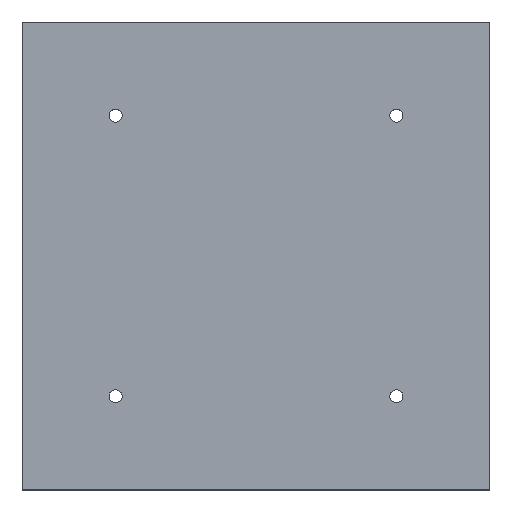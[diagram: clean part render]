
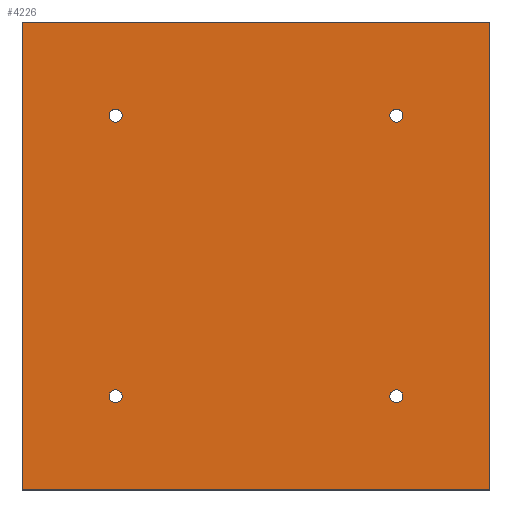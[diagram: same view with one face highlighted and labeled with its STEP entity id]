
A CAD part, top view. The second image highlights one B-rep face of the part: STEP entity #4226.
In plain terms, the highlighted planar face has unit normal (0, 0, 1).
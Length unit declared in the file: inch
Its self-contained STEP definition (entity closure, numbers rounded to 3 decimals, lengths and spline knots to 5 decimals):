
#156 = CARTESIAN_POINT ( 'NONE',  ( 2.07598, -0.29528, 0.87864 ) ) ;
#183 = DIRECTION ( 'NONE',  ( 0., 0., 1. ) ) ;
#557 = VERTEX_POINT ( 'NONE', #9106 ) ;
#785 = CARTESIAN_POINT ( 'NONE',  ( 1.09173, -1.27953, 0.87864 ) ) ;
#832 = CARTESIAN_POINT ( 'NONE',  ( 0.50118, -0.66142, 0.87864 ) ) ;
#999 = CARTESIAN_POINT ( 'NONE',  ( 0.10748, -2.26378, 0.87864 ) ) ;
#1103 = CARTESIAN_POINT ( 'NONE',  ( 0.50118, -0.71654, 0.87864 ) ) ;
#1256 = DIRECTION ( 'NONE',  ( 0., 0., 1. ) ) ;
#1264 = DIRECTION ( 'NONE',  ( 0., 0., 1. ) ) ;
#1378 = DIRECTION ( 'NONE',  ( 1., 0., 0. ) ) ;
#1434 = VERTEX_POINT ( 'NONE', #1103 ) ;
#1476 = LINE ( 'NONE', #11861, #13377 ) ;
#1762 = VERTEX_POINT ( 'NONE', #5922 ) ;
#1765 = PLANE ( 'NONE',  #13398 ) ;
#1772 = EDGE_CURVE ( 'NONE', #1434, #11898, #9483, .T. ) ;
#1948 = FACE_BOUND ( 'NONE', #9314, .T. ) ;
#2156 = DIRECTION ( 'NONE',  ( 0., 0., 1. ) ) ;
#2309 = CIRCLE ( 'NONE', #3236, 0.02756 ) ;
#2393 = EDGE_LOOP ( 'NONE', ( #10320, #17749 ) ) ;
#2830 = EDGE_CURVE ( 'NONE', #18192, #10925, #3881, .T. ) ;
#2852 = VERTEX_POINT ( 'NONE', #3611 ) ;
#2944 = CIRCLE ( 'NONE', #13599, 0.02756 ) ;
#3043 = ORIENTED_EDGE ( 'NONE', *, *, #12691, .T. ) ;
#3120 = VERTEX_POINT ( 'NONE', #7442 ) ;
#3198 = FACE_BOUND ( 'NONE', #14265, .T. ) ;
#3236 = AXIS2_PLACEMENT_3D ( 'NONE', #15805, #183, #17584 ) ;
#3293 = CIRCLE ( 'NONE', #16943, 0.02756 ) ;
#3326 = CARTESIAN_POINT ( 'NONE',  ( 1.68228, -1.87008, 0.87864 ) ) ;
#3333 = DIRECTION ( 'NONE',  ( 0., 0., 1. ) ) ;
#3450 = ORIENTED_EDGE ( 'NONE', *, *, #2830, .T. ) ;
#3533 = CARTESIAN_POINT ( 'NONE',  ( 0.50118, -1.84252, 0.87864 ) ) ;
#3594 = ORIENTED_EDGE ( 'NONE', *, *, #18391, .F. ) ;
#3611 = CARTESIAN_POINT ( 'NONE',  ( 1.68228, -1.89764, 0.87864 ) ) ;
#3776 = DIRECTION ( 'NONE',  ( 0., -1., 0. ) ) ;
#3881 = LINE ( 'NONE', #999, #10256 ) ;
#4226 = ADVANCED_FACE ( 'NONE', ( #14830, #3198, #9209, #1948, #10715 ), #1765, .F. ) ;
#4538 = CARTESIAN_POINT ( 'NONE',  ( 0.10748, -0.29528, 0.87864 ) ) ;
#4760 = DIRECTION ( 'NONE',  ( 0., 0., 1. ) ) ;
#4862 = ORIENTED_EDGE ( 'NONE', *, *, #8343, .F. ) ;
#4947 = DIRECTION ( 'NONE',  ( 0., -1., 0. ) ) ;
#5115 = DIRECTION ( 'NONE',  ( 0., -1., 0. ) ) ;
#5529 = DIRECTION ( 'NONE',  ( 0., 1., 0. ) ) ;
#5922 = CARTESIAN_POINT ( 'NONE',  ( 0.50118, -1.89764, 0.87864 ) ) ;
#5937 = CIRCLE ( 'NONE', #8072, 0.02756 ) ;
#6618 = DIRECTION ( 'NONE',  ( 0., -1., 0. ) ) ;
#6815 = AXIS2_PLACEMENT_3D ( 'NONE', #11894, #3333, #3776 ) ;
#6885 = DIRECTION ( 'NONE',  ( 0., -1., 0. ) ) ;
#6989 = CARTESIAN_POINT ( 'NONE',  ( 1.68228, -0.68898, 0.87864 ) ) ;
#7290 = CARTESIAN_POINT ( 'NONE',  ( 0.50118, -0.68898, 0.87864 ) ) ;
#7318 = AXIS2_PLACEMENT_3D ( 'NONE', #14342, #1264, #12609 ) ;
#7424 = DIRECTION ( 'NONE',  ( -1., 0., 0. ) ) ;
#7442 = CARTESIAN_POINT ( 'NONE',  ( 1.68228, -0.71654, 0.87864 ) ) ;
#8057 = ORIENTED_EDGE ( 'NONE', *, *, #12759, .F. ) ;
#8072 = AXIS2_PLACEMENT_3D ( 'NONE', #8994, #1256, #12886 ) ;
#8330 = DIRECTION ( 'NONE',  ( 0., 0., -1. ) ) ;
#8343 = EDGE_CURVE ( 'NONE', #14043, #3120, #9747, .T. ) ;
#8490 = VERTEX_POINT ( 'NONE', #156 ) ;
#8508 = AXIS2_PLACEMENT_3D ( 'NONE', #12520, #2156, #5115 ) ;
#8887 = DIRECTION ( 'NONE',  ( 0., 0., 1. ) ) ;
#8994 = CARTESIAN_POINT ( 'NONE',  ( 0.50118, -1.87008, 0.87864 ) ) ;
#9106 = CARTESIAN_POINT ( 'NONE',  ( 2.07598, -2.26378, 0.87864 ) ) ;
#9209 = FACE_BOUND ( 'NONE', #2393, .T. ) ;
#9252 = EDGE_LOOP ( 'NONE', ( #14755, #3043, #3450, #13950 ) ) ;
#9314 = EDGE_LOOP ( 'NONE', ( #11390, #17497 ) ) ;
#9483 = CIRCLE ( 'NONE', #13126, 0.02756 ) ;
#9505 = EDGE_LOOP ( 'NONE', ( #3594, #4862 ) ) ;
#9706 = DIRECTION ( 'NONE',  ( 0., -1., 0. ) ) ;
#9747 = CIRCLE ( 'NONE', #8508, 0.02756 ) ;
#10256 = VECTOR ( 'NONE', #9706, 39.37008 ) ;
#10320 = ORIENTED_EDGE ( 'NONE', *, *, #17897, .F. ) ;
#10715 = FACE_OUTER_BOUND ( 'NONE', #9252, .T. ) ;
#10925 = VERTEX_POINT ( 'NONE', #11803 ) ;
#11155 = DIRECTION ( 'NONE',  ( 0., 0., 1. ) ) ;
#11390 = ORIENTED_EDGE ( 'NONE', *, *, #1772, .F. ) ;
#11588 = CARTESIAN_POINT ( 'NONE',  ( 0.10748, -0.29528, 0.87864 ) ) ;
#11773 = VERTEX_POINT ( 'NONE', #3533 ) ;
#11803 = CARTESIAN_POINT ( 'NONE',  ( 0.10748, -2.26378, 0.87864 ) ) ;
#11861 = CARTESIAN_POINT ( 'NONE',  ( 0.10748, -2.26378, 0.87864 ) ) ;
#11894 = CARTESIAN_POINT ( 'NONE',  ( 1.68228, -1.87008, 0.87864 ) ) ;
#11898 = VERTEX_POINT ( 'NONE', #832 ) ;
#12129 = VERTEX_POINT ( 'NONE', #13882 ) ;
#12520 = CARTESIAN_POINT ( 'NONE',  ( 1.68228, -0.68898, 0.87864 ) ) ;
#12609 = DIRECTION ( 'NONE',  ( 0., -1., 0. ) ) ;
#12691 = EDGE_CURVE ( 'NONE', #8490, #18192, #13419, .T. ) ;
#12759 = EDGE_CURVE ( 'NONE', #2852, #12129, #3293, .T. ) ;
#12886 = DIRECTION ( 'NONE',  ( 0., -1., 0. ) ) ;
#13063 = CIRCLE ( 'NONE', #7318, 0.02756 ) ;
#13126 = AXIS2_PLACEMENT_3D ( 'NONE', #7290, #8887, #14412 ) ;
#13377 = VECTOR ( 'NONE', #1378, 39.37008 ) ;
#13398 = AXIS2_PLACEMENT_3D ( 'NONE', #785, #8330, #6618 ) ;
#13419 = LINE ( 'NONE', #11588, #18149 ) ;
#13599 = AXIS2_PLACEMENT_3D ( 'NONE', #6989, #11155, #6885 ) ;
#13732 = EDGE_CURVE ( 'NONE', #10925, #557, #1476, .T. ) ;
#13783 = EDGE_CURVE ( 'NONE', #11898, #1434, #13063, .T. ) ;
#13882 = CARTESIAN_POINT ( 'NONE',  ( 1.68228, -1.84252, 0.87864 ) ) ;
#13950 = ORIENTED_EDGE ( 'NONE', *, *, #13732, .T. ) ;
#14043 = VERTEX_POINT ( 'NONE', #15003 ) ;
#14265 = EDGE_LOOP ( 'NONE', ( #8057, #18427 ) ) ;
#14342 = CARTESIAN_POINT ( 'NONE',  ( 0.50118, -0.68898, 0.87864 ) ) ;
#14412 = DIRECTION ( 'NONE',  ( 0., -1., 0. ) ) ;
#14755 = ORIENTED_EDGE ( 'NONE', *, *, #17124, .T. ) ;
#14830 = FACE_BOUND ( 'NONE', #9505, .T. ) ;
#15003 = CARTESIAN_POINT ( 'NONE',  ( 1.68228, -0.66142, 0.87864 ) ) ;
#15062 = VECTOR ( 'NONE', #5529, 39.37008 ) ;
#15327 = CIRCLE ( 'NONE', #6815, 0.02756 ) ;
#15805 = CARTESIAN_POINT ( 'NONE',  ( 0.50118, -1.87008, 0.87864 ) ) ;
#16676 = EDGE_CURVE ( 'NONE', #12129, #2852, #15327, .T. ) ;
#16943 = AXIS2_PLACEMENT_3D ( 'NONE', #3326, #4760, #4947 ) ;
#17124 = EDGE_CURVE ( 'NONE', #557, #8490, #17223, .T. ) ;
#17223 = LINE ( 'NONE', #18546, #15062 ) ;
#17446 = EDGE_CURVE ( 'NONE', #11773, #1762, #5937, .T. ) ;
#17497 = ORIENTED_EDGE ( 'NONE', *, *, #13783, .F. ) ;
#17584 = DIRECTION ( 'NONE',  ( 0., -1., 0. ) ) ;
#17749 = ORIENTED_EDGE ( 'NONE', *, *, #17446, .F. ) ;
#17897 = EDGE_CURVE ( 'NONE', #1762, #11773, #2309, .T. ) ;
#18149 = VECTOR ( 'NONE', #7424, 39.37008 ) ;
#18192 = VERTEX_POINT ( 'NONE', #4538 ) ;
#18391 = EDGE_CURVE ( 'NONE', #3120, #14043, #2944, .T. ) ;
#18427 = ORIENTED_EDGE ( 'NONE', *, *, #16676, .F. ) ;
#18546 = CARTESIAN_POINT ( 'NONE',  ( 2.07598, -2.26378, 0.87864 ) ) ;
